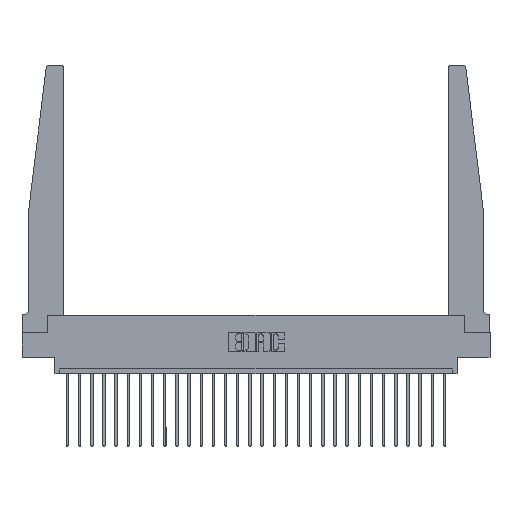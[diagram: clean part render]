
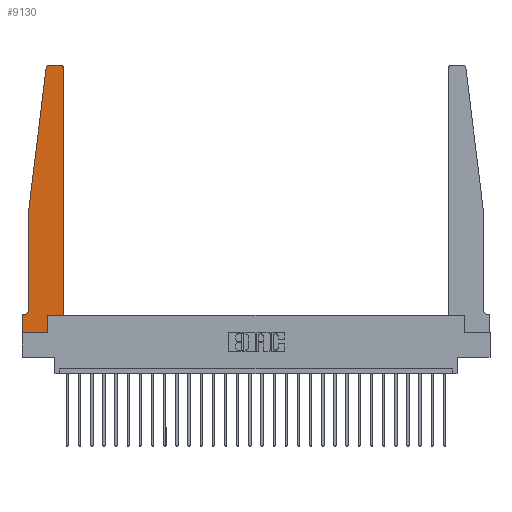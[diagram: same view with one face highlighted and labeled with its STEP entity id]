
A CAD part, top view. The second image highlights one B-rep face of the part: STEP entity #9130.
In plain terms, the highlighted planar face has unit normal (0, 0, 1).
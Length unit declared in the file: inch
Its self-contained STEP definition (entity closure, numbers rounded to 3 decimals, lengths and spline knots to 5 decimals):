
#78 = VECTOR ( 'NONE', #11638, 39.37008 ) ;
#414 = DIRECTION ( 'NONE',  ( -0.122, -0.992, 0. ) ) ;
#591 = EDGE_CURVE ( 'NONE', #16578, #7995, #8972, .T. ) ;
#593 = CARTESIAN_POINT ( 'NONE',  ( 0.425, 0.18, 0.37 ) ) ;
#938 = CARTESIAN_POINT ( 'NONE',  ( 0.015, 0.2375, 0.37 ) ) ;
#1528 = DIRECTION ( 'NONE',  ( 1., 0., 0. ) ) ;
#1571 = VERTEX_POINT ( 'NONE', #26103 ) ;
#1821 = CARTESIAN_POINT ( 'NONE',  ( 0.27653, 2.72, 0.37 ) ) ;
#2262 = ORIENTED_EDGE ( 'NONE', *, *, #6629, .T. ) ;
#2545 = LINE ( 'NONE', #24476, #15590 ) ;
#2564 = ORIENTED_EDGE ( 'NONE', *, *, #4474, .T. ) ;
#3141 = CARTESIAN_POINT ( 'NONE',  ( 0., 0.1875, 0.37 ) ) ;
#3954 = VECTOR ( 'NONE', #18291, 39.37008 ) ;
#4053 = CARTESIAN_POINT ( 'NONE',  ( 0.2605, 0., 0.37 ) ) ;
#4474 = EDGE_CURVE ( 'NONE', #17411, #5719, #17577, .T. ) ;
#4734 = CIRCLE ( 'NONE', #13754, 0.03 ) ;
#5086 = CARTESIAN_POINT ( 'NONE',  ( 0.065, 1.25, 0.37 ) ) ;
#5152 = LINE ( 'NONE', #593, #26410 ) ;
#5286 = ORIENTED_EDGE ( 'NONE', *, *, #24222, .T. ) ;
#5536 = CARTESIAN_POINT ( 'NONE',  ( 0.2605, 0.18, 0.37 ) ) ;
#5622 = LINE ( 'NONE', #13810, #18944 ) ;
#5719 = VERTEX_POINT ( 'NONE', #11930 ) ;
#5967 = CARTESIAN_POINT ( 'NONE',  ( 0.2605, 0.18, 0.37 ) ) ;
#6629 = EDGE_CURVE ( 'NONE', #15022, #9103, #11838, .T. ) ;
#6801 = CARTESIAN_POINT ( 'NONE',  ( 0.065, 1.25, 0.37 ) ) ;
#6853 = CARTESIAN_POINT ( 'NONE',  ( 0.425, 0.18, 0.37 ) ) ;
#6952 = VECTOR ( 'NONE', #26184, 39.37008 ) ;
#7033 = ORIENTED_EDGE ( 'NONE', *, *, #591, .T. ) ;
#7359 = DIRECTION ( 'NONE',  ( 0., 0., -1. ) ) ;
#7995 = VERTEX_POINT ( 'NONE', #25982 ) ;
#8764 = DIRECTION ( 'NONE',  ( 0., 1., 0. ) ) ;
#8962 = VERTEX_POINT ( 'NONE', #24003 ) ;
#8972 = CIRCLE ( 'NONE', #15852, 0.03 ) ;
#9029 = VERTEX_POINT ( 'NONE', #3141 ) ;
#9103 = VERTEX_POINT ( 'NONE', #5967 ) ;
#9130 = ADVANCED_FACE ( 'NONE', ( #14036 ), #24137, .T. ) ;
#9505 = CARTESIAN_POINT ( 'NONE',  ( 0., 0., 0.37 ) ) ;
#9793 = VERTEX_POINT ( 'NONE', #6853 ) ;
#10075 = CARTESIAN_POINT ( 'NONE',  ( 0.25, 2.75, 0.37 ) ) ;
#10217 = LINE ( 'NONE', #10075, #3954 ) ;
#11101 = EDGE_LOOP ( 'NONE', ( #15417, #21247, #5286, #2564, #24238, #24178, #19113, #23072, #2262, #23763, #22279, #7033 ) ) ;
#11371 = LINE ( 'NONE', #25622, #78 ) ;
#11598 = EDGE_CURVE ( 'NONE', #9103, #9793, #5622, .T. ) ;
#11613 = VERTEX_POINT ( 'NONE', #14087 ) ;
#11638 = DIRECTION ( 'NONE',  ( -1., 0., 0. ) ) ;
#11838 = LINE ( 'NONE', #5536, #14417 ) ;
#11930 = CARTESIAN_POINT ( 'NONE',  ( 0.065, 0.2375, 0.37 ) ) ;
#12453 = CIRCLE ( 'NONE', #19342, 0.05 ) ;
#12628 = EDGE_CURVE ( 'NONE', #5719, #1571, #12453, .T. ) ;
#12917 = VECTOR ( 'NONE', #15656, 39.37008 ) ;
#13070 = EDGE_CURVE ( 'NONE', #1571, #9029, #11371, .T. ) ;
#13204 = VERTEX_POINT ( 'NONE', #18090 ) ;
#13450 = CARTESIAN_POINT ( 'NONE',  ( 0.425, 2.72, 0.37 ) ) ;
#13671 = VECTOR ( 'NONE', #25506, 39.37008 ) ;
#13722 = DIRECTION ( 'NONE',  ( 0., 1., 0. ) ) ;
#13754 = AXIS2_PLACEMENT_3D ( 'NONE', #1821, #20382, #24794 ) ;
#13810 = CARTESIAN_POINT ( 'NONE',  ( 0.425, 0.18, 0.37 ) ) ;
#14036 = FACE_OUTER_BOUND ( 'NONE', #11101, .T. ) ;
#14049 = CARTESIAN_POINT ( 'NONE',  ( 0., 0., 0.37 ) ) ;
#14087 = CARTESIAN_POINT ( 'NONE',  ( 0.24675, 2.72367, 0.37 ) ) ;
#14213 = DIRECTION ( 'NONE',  ( 1., 0., 0. ) ) ;
#14417 = VECTOR ( 'NONE', #13722, 39.37008 ) ;
#15022 = VERTEX_POINT ( 'NONE', #4053 ) ;
#15417 = ORIENTED_EDGE ( 'NONE', *, *, #18404, .T. ) ;
#15590 = VECTOR ( 'NONE', #414, 39.37008 ) ;
#15656 = DIRECTION ( 'NONE',  ( 0., -1., 0. ) ) ;
#15852 = AXIS2_PLACEMENT_3D ( 'NONE', #16535, #21001, #20853 ) ;
#16535 = CARTESIAN_POINT ( 'NONE',  ( 0.395, 2.72, 0.37 ) ) ;
#16578 = VERTEX_POINT ( 'NONE', #13450 ) ;
#17411 = VERTEX_POINT ( 'NONE', #6801 ) ;
#17539 = EDGE_CURVE ( 'NONE', #9029, #13204, #26146, .T. ) ;
#17577 = LINE ( 'NONE', #5086, #13671 ) ;
#17836 = EDGE_CURVE ( 'NONE', #9793, #16578, #5152, .T. ) ;
#18090 = CARTESIAN_POINT ( 'NONE',  ( 0., 0., 0.37 ) ) ;
#18291 = DIRECTION ( 'NONE',  ( -1., 0., 0. ) ) ;
#18404 = EDGE_CURVE ( 'NONE', #7995, #8962, #10217, .T. ) ;
#18944 = VECTOR ( 'NONE', #14213, 39.37008 ) ;
#19113 = ORIENTED_EDGE ( 'NONE', *, *, #17539, .T. ) ;
#19212 = EDGE_CURVE ( 'NONE', #8962, #11613, #4734, .T. ) ;
#19342 = AXIS2_PLACEMENT_3D ( 'NONE', #938, #7359, #19477 ) ;
#19477 = DIRECTION ( 'NONE',  ( -1., 0., 0. ) ) ;
#19960 = DIRECTION ( 'NONE',  ( 0., 0., 1. ) ) ;
#20382 = DIRECTION ( 'NONE',  ( 0., 0., 1. ) ) ;
#20853 = DIRECTION ( 'NONE',  ( 1., 0., 0. ) ) ;
#21001 = DIRECTION ( 'NONE',  ( 0., 0., 1. ) ) ;
#21247 = ORIENTED_EDGE ( 'NONE', *, *, #19212, .T. ) ;
#21638 = LINE ( 'NONE', #9505, #6952 ) ;
#22260 = CARTESIAN_POINT ( 'NONE',  ( 0., 0.1875, 0.37 ) ) ;
#22279 = ORIENTED_EDGE ( 'NONE', *, *, #17836, .T. ) ;
#23072 = ORIENTED_EDGE ( 'NONE', *, *, #23186, .T. ) ;
#23186 = EDGE_CURVE ( 'NONE', #13204, #15022, #21638, .T. ) ;
#23763 = ORIENTED_EDGE ( 'NONE', *, *, #11598, .T. ) ;
#23960 = AXIS2_PLACEMENT_3D ( 'NONE', #22260, #19960, #1528 ) ;
#24003 = CARTESIAN_POINT ( 'NONE',  ( 0.27653, 2.75, 0.37 ) ) ;
#24137 = PLANE ( 'NONE',  #23960 ) ;
#24178 = ORIENTED_EDGE ( 'NONE', *, *, #13070, .T. ) ;
#24222 = EDGE_CURVE ( 'NONE', #11613, #17411, #2545, .T. ) ;
#24238 = ORIENTED_EDGE ( 'NONE', *, *, #12628, .T. ) ;
#24476 = CARTESIAN_POINT ( 'NONE',  ( 0.065, 1.25, 0.37 ) ) ;
#24794 = DIRECTION ( 'NONE',  ( 1., 0., 0. ) ) ;
#25506 = DIRECTION ( 'NONE',  ( 0., -1., 0. ) ) ;
#25622 = CARTESIAN_POINT ( 'NONE',  ( 0.065, 0.1875, 0.37 ) ) ;
#25982 = CARTESIAN_POINT ( 'NONE',  ( 0.395, 2.75, 0.37 ) ) ;
#26103 = CARTESIAN_POINT ( 'NONE',  ( 0.015, 0.1875, 0.37 ) ) ;
#26146 = LINE ( 'NONE', #14049, #12917 ) ;
#26184 = DIRECTION ( 'NONE',  ( 1., 0., 0. ) ) ;
#26410 = VECTOR ( 'NONE', #8764, 39.37008 ) ;
